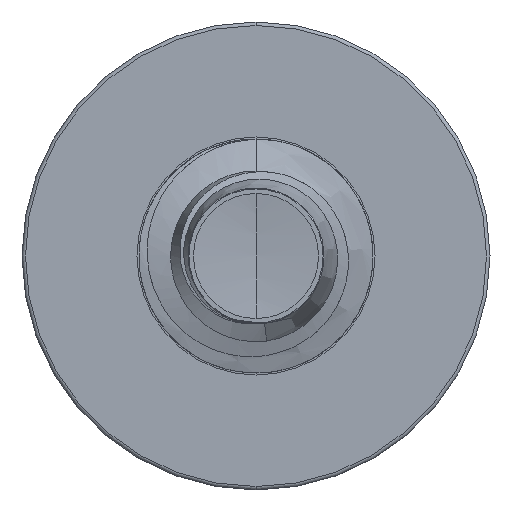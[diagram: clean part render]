
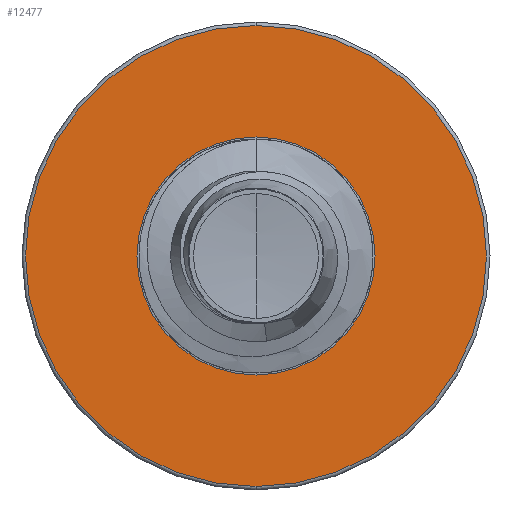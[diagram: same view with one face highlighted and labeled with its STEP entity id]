
A CAD part, front view. The second image highlights one B-rep face of the part: STEP entity #12477.
In plain terms, the highlighted planar face has unit normal (0, -1, 0).
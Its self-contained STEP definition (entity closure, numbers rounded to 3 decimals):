
#1272 = FACE_OUTER_BOUND ( 'NONE', #4077, .T. ) ;
#1795 = EDGE_CURVE ( 'NONE', #2058, #4902, #7817, .T. ) ;
#2058 = VERTEX_POINT ( 'NONE', #8064 ) ;
#2146 = AXIS2_PLACEMENT_3D ( 'NONE', #8459, #8451, #8449 ) ;
#3144 = ORIENTED_EDGE ( 'NONE', *, *, #1795, .T. ) ;
#3280 = VERTEX_POINT ( 'NONE', #14604 ) ;
#3331 = VERTEX_POINT ( 'NONE', #14606 ) ;
#3731 = CIRCLE ( 'NONE', #9546, 0.916 ) ;
#4006 = DIRECTION ( 'NONE',  ( 0., 0., 1. ) ) ;
#4039 = DIRECTION ( 'NONE',  ( 0., 1., 0. ) ) ;
#4049 = CARTESIAN_POINT ( 'NONE',  ( 0., 6., 0. ) ) ;
#4077 = EDGE_LOOP ( 'NONE', ( #8070, #6118 ) ) ;
#4358 = CARTESIAN_POINT ( 'NONE',  ( 0., 6., -0.916 ) ) ;
#4676 = FACE_BOUND ( 'NONE', #5493, .T. ) ;
#4902 = VERTEX_POINT ( 'NONE', #11520 ) ;
#4933 = EDGE_CURVE ( 'NONE', #3280, #3331, #9272, .T. ) ;
#5401 = ORIENTED_EDGE ( 'NONE', *, *, #6397, .T. ) ;
#5487 = DIRECTION ( 'NONE',  ( 0., 1., 0. ) ) ;
#5493 = EDGE_LOOP ( 'NONE', ( #5401, #3144 ) ) ;
#5936 = EDGE_CURVE ( 'NONE', #3331, #3280, #7412, .T. ) ;
#6118 = ORIENTED_EDGE ( 'NONE', *, *, #4933, .F. ) ;
#6397 = EDGE_CURVE ( 'NONE', #4902, #2058, #3731, .T. ) ;
#6751 = DIRECTION ( 'NONE',  ( 0., 0., 1. ) ) ;
#7412 = CIRCLE ( 'NONE', #11018, 1.773 ) ;
#7428 = DIRECTION ( 'NONE',  ( 0., 1., 0. ) ) ;
#7430 = CARTESIAN_POINT ( 'NONE',  ( 0., 6., 0. ) ) ;
#7817 = CIRCLE ( 'NONE', #11101, 0.916 ) ;
#8064 = CARTESIAN_POINT ( 'NONE',  ( 0., 6., -0.916 ) ) ;
#8070 = ORIENTED_EDGE ( 'NONE', *, *, #5936, .F. ) ;
#8449 = DIRECTION ( 'NONE',  ( 0., 0., 1. ) ) ;
#8451 = DIRECTION ( 'NONE',  ( 0., 1., 0. ) ) ;
#8459 = CARTESIAN_POINT ( 'NONE',  ( 0., 6., 0. ) ) ;
#9272 = CIRCLE ( 'NONE', #2146, 1.773 ) ;
#9546 = AXIS2_PLACEMENT_3D ( 'NONE', #11164, #11160, #11148 ) ;
#9921 = AXIS2_PLACEMENT_3D ( 'NONE', #4358, #5487, #13258 ) ;
#11018 = AXIS2_PLACEMENT_3D ( 'NONE', #4049, #4039, #4006 ) ;
#11101 = AXIS2_PLACEMENT_3D ( 'NONE', #7430, #7428, #6751 ) ;
#11148 = DIRECTION ( 'NONE',  ( 0., 0., 1. ) ) ;
#11160 = DIRECTION ( 'NONE',  ( 0., 1., 0. ) ) ;
#11164 = CARTESIAN_POINT ( 'NONE',  ( 0., 6., 0. ) ) ;
#11391 = PLANE ( 'NONE',  #9921 ) ;
#11520 = CARTESIAN_POINT ( 'NONE',  ( 0., 6., 0.916 ) ) ;
#12477 = ADVANCED_FACE ( 'NONE', ( #1272, #4676 ), #11391, .F. ) ;
#13258 = DIRECTION ( 'NONE',  ( 0., 0., 1. ) ) ;
#14604 = CARTESIAN_POINT ( 'NONE',  ( 0., 6., -1.773 ) ) ;
#14606 = CARTESIAN_POINT ( 'NONE',  ( 0., 6., 1.773 ) ) ;
